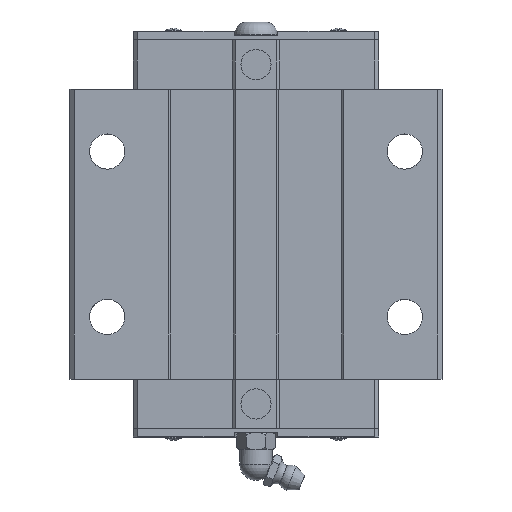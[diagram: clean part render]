
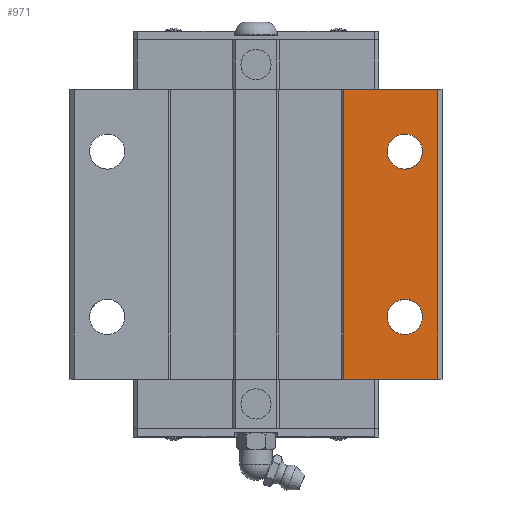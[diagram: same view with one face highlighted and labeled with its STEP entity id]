
A CAD part, top view. The second image highlights one B-rep face of the part: STEP entity #971.
In plain terms, the highlighted planar face has unit normal (0, 0, 1).
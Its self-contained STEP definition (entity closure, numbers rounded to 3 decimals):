
#971=ADVANCED_FACE('',(#1999,#2000,#2001),#2002,.T.);
#1999=FACE_OUTER_BOUND('',#3079,.T.);
#2000=FACE_BOUND('',#3080,.T.);
#2001=FACE_BOUND('',#3081,.T.);
#2002=PLANE('',#3082);
#3079=EDGE_LOOP('',(#6048,#6049,#6050,#6051));
#3080=EDGE_LOOP('',(#6052,#6053));
#3081=EDGE_LOOP('',(#6054,#6055));
#3082=AXIS2_PLACEMENT_3D('',#6056,#6057,#6058);
#6048=ORIENTED_EDGE('',*,*,#7588,.T.);
#6049=ORIENTED_EDGE('',*,*,#7517,.T.);
#6050=ORIENTED_EDGE('',*,*,#7594,.F.);
#6051=ORIENTED_EDGE('',*,*,#7569,.T.);
#6052=ORIENTED_EDGE('',*,*,#6481,.T.);
#6053=ORIENTED_EDGE('',*,*,#7595,.T.);
#6054=ORIENTED_EDGE('',*,*,#6475,.T.);
#6055=ORIENTED_EDGE('',*,*,#7596,.T.);
#6056=CARTESIAN_POINT('',(0.0,84.101,42.0));
#6057=DIRECTION('',(0.0,0.0,1.0));
#6058=DIRECTION('',(-1.0,0.0,0.0));
#6475=EDGE_CURVE('',#7748,#7754,#7756,.T.);
#6481=EDGE_CURVE('',#7759,#7765,#7767,.T.);
#7517=EDGE_CURVE('',#9302,#9300,#9303,.T.);
#7569=EDGE_CURVE('',#9392,#9390,#9393,.T.);
#7588=EDGE_CURVE('',#9390,#9302,#9416,.T.);
#7594=EDGE_CURVE('',#9392,#9300,#9422,.T.);
#7595=EDGE_CURVE('',#7765,#7759,#9423,.T.);
#7596=EDGE_CURVE('',#7754,#7748,#9424,.T.);
#7748=VERTEX_POINT('',#9611);
#7754=VERTEX_POINT('',#9618);
#7756=CIRCLE('',#9621,4.25);
#7759=VERTEX_POINT('',#9624);
#7765=VERTEX_POINT('',#9631);
#7767=CIRCLE('',#9634,4.25);
#9300=VERTEX_POINT('',#12715);
#9302=VERTEX_POINT('',#12718);
#9303=LINE('',#12719,#12720);
#9390=VERTEX_POINT('',#12849);
#9392=VERTEX_POINT('',#12852);
#9393=LINE('',#12853,#12854);
#9416=LINE('',#12889,#12890);
#9422=LINE('',#12898,#12899);
#9423=CIRCLE('',#12900,4.25);
#9424=CIRCLE('',#12901,4.25);
#9611=CARTESIAN_POINT('',(40.25,29.051,42.0));
#9618=CARTESIAN_POINT('',(31.75,29.051,42.0));
#9621=AXIS2_PLACEMENT_3D('',#13125,#13126,#13127);
#9624=CARTESIAN_POINT('',(40.25,69.051,42.0));
#9631=CARTESIAN_POINT('',(31.75,69.051,42.0));
#9634=AXIS2_PLACEMENT_3D('',#13136,#13137,#13138);
#12715=CARTESIAN_POINT('',(44.0,14.001,42.0));
#12718=CARTESIAN_POINT('',(21.25,14.001,42.0));
#12719=CARTESIAN_POINT('',(44.0,14.001,42.0));
#12720=VECTOR('',#14150,1.0);
#12849=CARTESIAN_POINT('',(21.25,84.101,42.0));
#12852=CARTESIAN_POINT('',(44.0,84.101,42.0));
#12853=CARTESIAN_POINT('',(44.0,84.101,42.0));
#12854=VECTOR('',#14200,1.0);
#12889=CARTESIAN_POINT('',(21.25,101.626,42.0));
#12890=VECTOR('',#14213,1.0);
#12898=CARTESIAN_POINT('',(44.0,84.101,42.0));
#12899=VECTOR('',#14216,1.0);
#12900=AXIS2_PLACEMENT_3D('',#14217,#14218,#14219);
#12901=AXIS2_PLACEMENT_3D('',#14220,#14221,#14222);
#13125=CARTESIAN_POINT('',(36.0,29.051,42.0));
#13126=DIRECTION('',(0.0,0.0,-1.0));
#13127=DIRECTION('',(1.0,0.0,0.0));
#13136=CARTESIAN_POINT('',(36.0,69.051,42.0));
#13137=DIRECTION('',(0.0,0.0,-1.0));
#13138=DIRECTION('',(1.0,0.0,0.0));
#14150=DIRECTION('',(1.0,0.0,0.0));
#14200=DIRECTION('',(-1.0,0.0,0.0));
#14213=DIRECTION('',(0.0,-1.0,0.0));
#14216=DIRECTION('',(0.0,-1.0,0.0));
#14217=CARTESIAN_POINT('',(36.0,69.051,42.0));
#14218=DIRECTION('',(0.0,0.0,-1.0));
#14219=DIRECTION('',(1.0,0.0,0.0));
#14220=CARTESIAN_POINT('',(36.0,29.051,42.0));
#14221=DIRECTION('',(0.0,0.0,-1.0));
#14222=DIRECTION('',(1.0,0.0,0.0));
